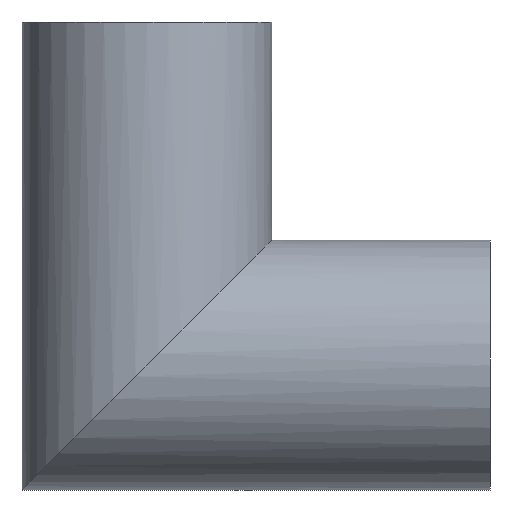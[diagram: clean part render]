
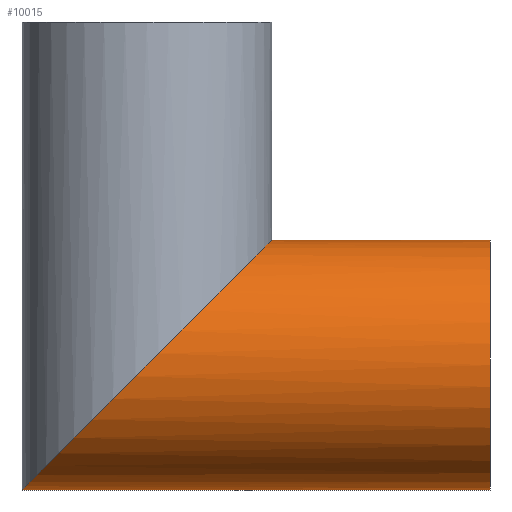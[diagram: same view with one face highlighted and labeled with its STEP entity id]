
A CAD part, left-side view. The second image highlights one B-rep face of the part: STEP entity #10015.
In plain terms, the highlighted cylindrical face has radius 8 mm (diameter 16 mm), a partial arc.
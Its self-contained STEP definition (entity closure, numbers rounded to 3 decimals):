
#48 = CARTESIAN_POINT ( 'NONE',  ( 0., 14., 8. ) ) ;
#877 = CARTESIAN_POINT ( 'NONE',  ( 0., 30., -8. ) ) ;
#919 = CARTESIAN_POINT ( 'NONE',  ( 0., 44.627, -8. ) ) ;
#1415 = ORIENTED_EDGE ( 'NONE', *, *, #7273, .F. ) ;
#1697 = CIRCLE ( 'NONE', #6095, 8. ) ;
#1839 = EDGE_CURVE ( 'NONE', #8614, #2754, #4297, .T. ) ;
#1841 = VERTEX_POINT ( 'NONE', #7175 ) ;
#2754 = VERTEX_POINT ( 'NONE', #48 ) ;
#2828 = CARTESIAN_POINT ( 'NONE',  ( 0., 14., 8. ) ) ;
#2961 = VERTEX_POINT ( 'NONE', #8048 ) ;
#3216 = DIRECTION ( 'NONE',  ( 0., 1., 0. ) ) ;
#3320 = LINE ( 'NONE', #4245, #7464 ) ;
#3874 = CARTESIAN_POINT ( 'NONE',  ( 0., 30., -8. ) ) ;
#3933 = CARTESIAN_POINT ( 'NONE',  ( 0., 44.627, 0. ) ) ;
#4245 = CARTESIAN_POINT ( 'NONE',  ( 0., 44.627, 8. ) ) ;
#4297 =( BOUNDED_CURVE ( )  B_SPLINE_CURVE ( 3, ( #877, #7372, #6592, #2828 ),
 .UNSPECIFIED., .F., .F. ) 
 B_SPLINE_CURVE_WITH_KNOTS ( ( 4, 4 ),
 ( 3.142, 6.283 ),
 .UNSPECIFIED. ) 
 CURVE ( )  GEOMETRIC_REPRESENTATION_ITEM ( )  RATIONAL_B_SPLINE_CURVE ( ( 1., 0.333, 0.333, 1. ) ) 
 REPRESENTATION_ITEM ( '' )  );
#4308 = ORIENTED_EDGE ( 'NONE', *, *, #1839, .F. ) ;
#5013 = DIRECTION ( 'NONE',  ( 0., 0., 1. ) ) ;
#5135 = EDGE_CURVE ( 'NONE', #8614, #1841, #8674, .T. ) ;
#5156 = ORIENTED_EDGE ( 'NONE', *, *, #5135, .T. ) ;
#5160 = CYLINDRICAL_SURFACE ( 'NONE', #6922, 8. ) ;
#5407 = EDGE_CURVE ( 'NONE', #1841, #2961, #1697, .T. ) ;
#5709 = DIRECTION ( 'NONE',  ( 0., -1., 0. ) ) ;
#5800 = DIRECTION ( 'NONE',  ( 0., 0., -1. ) ) ;
#6095 = AXIS2_PLACEMENT_3D ( 'NONE', #10807, #3216, #5013 ) ;
#6159 = VECTOR ( 'NONE', #5709, 1000. ) ;
#6592 = CARTESIAN_POINT ( 'NONE',  ( -16., 14., 8. ) ) ;
#6922 = AXIS2_PLACEMENT_3D ( 'NONE', #3933, #7700, #5800 ) ;
#7175 = CARTESIAN_POINT ( 'NONE',  ( 0., 0., -8. ) ) ;
#7273 = EDGE_CURVE ( 'NONE', #2754, #2961, #3320, .T. ) ;
#7372 = CARTESIAN_POINT ( 'NONE',  ( -16., 30., -8. ) ) ;
#7464 = VECTOR ( 'NONE', #10940, 1000. ) ;
#7700 = DIRECTION ( 'NONE',  ( 0., -1., 0. ) ) ;
#8027 = ORIENTED_EDGE ( 'NONE', *, *, #5407, .T. ) ;
#8048 = CARTESIAN_POINT ( 'NONE',  ( 0., 0., 8. ) ) ;
#8614 = VERTEX_POINT ( 'NONE', #3874 ) ;
#8674 = LINE ( 'NONE', #919, #6159 ) ;
#10015 = ADVANCED_FACE ( 'NONE', ( #10866 ), #5160, .T. ) ;
#10523 = EDGE_LOOP ( 'NONE', ( #1415, #4308, #5156, #8027 ) ) ;
#10807 = CARTESIAN_POINT ( 'NONE',  ( 0., 0., 0. ) ) ;
#10866 = FACE_OUTER_BOUND ( 'NONE', #10523, .T. ) ;
#10940 = DIRECTION ( 'NONE',  ( 0., -1., 0. ) ) ;
